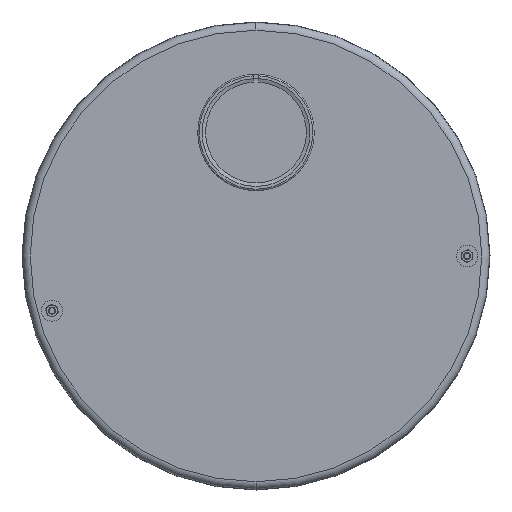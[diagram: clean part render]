
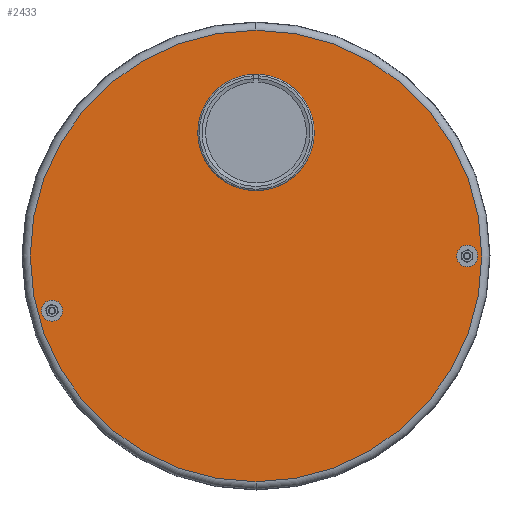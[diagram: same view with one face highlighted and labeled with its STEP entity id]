
A CAD part, left-side view. The second image highlights one B-rep face of the part: STEP entity #2433.
In plain terms, the highlighted planar face has unit normal (-1, 0, 0).
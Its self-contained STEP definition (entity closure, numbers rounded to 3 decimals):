
#633 = CIRCLE ( 'NONE', #2625, 72. ) ;
#649 = CIRCLE ( 'NONE', #2627, 72. ) ;
#2146 = AXIS2_PLACEMENT_3D ( 'NONE', #4097, #3288, #3289 ) ;
#2433 = ADVANCED_FACE ( 'NONE', ( #7744, #7737, #7735, #7733 ), #3307, .T. ) ;
#2463 = AXIS2_PLACEMENT_3D ( 'NONE', #5990, #6001, #6000 ) ;
#2625 = AXIS2_PLACEMENT_3D ( 'NONE', #5888, #5917, #5885 ) ;
#2627 = AXIS2_PLACEMENT_3D ( 'NONE', #5869, #5870, #5872 ) ;
#2636 = AXIS2_PLACEMENT_3D ( 'NONE', #6048, #6047, #6030 ) ;
#2641 = AXIS2_PLACEMENT_3D ( 'NONE', #6014, #6013, #6012 ) ;
#2643 = AXIS2_PLACEMENT_3D ( 'NONE', #6011, #6015, #6019 ) ;
#2773 = CIRCLE ( 'NONE', #2463, 318. ) ;
#2774 = CIRCLE ( 'NONE', #7538, 6.5 ) ;
#2775 = CIRCLE ( 'NONE', #4906, 6.5 ) ;
#2779 = CIRCLE ( 'NONE', #2641, 6.5 ) ;
#2782 = CIRCLE ( 'NONE', #2643, 6.5 ) ;
#2788 = CIRCLE ( 'NONE', #2636, 318. ) ;
#3076 = CARTESIAN_POINT ( 'NONE',  ( -152., 0., 318. ) ) ;
#3077 = CARTESIAN_POINT ( 'NONE',  ( -152., 0., -318. ) ) ;
#3079 = CARTESIAN_POINT ( 'NONE',  ( -152., 287.363, -70.499 ) ) ;
#3082 = CARTESIAN_POINT ( 'NONE',  ( -152., 287.363, -83.499 ) ) ;
#3288 = DIRECTION ( 'NONE',  ( -1., 0., 0. ) ) ;
#3289 = DIRECTION ( 'NONE',  ( 0., 0., 1. ) ) ;
#3307 = PLANE ( 'NONE',  #2146 ) ;
#4097 = CARTESIAN_POINT ( 'NONE',  ( -152., 318., 0. ) ) ;
#4906 = AXIS2_PLACEMENT_3D ( 'NONE', #6004, #5999, #5998 ) ;
#5191 = VERTEX_POINT ( 'NONE', #3082 ) ;
#5194 = VERTEX_POINT ( 'NONE', #3079 ) ;
#5196 = VERTEX_POINT ( 'NONE', #3077 ) ;
#5197 = VERTEX_POINT ( 'NONE', #3076 ) ;
#5321 = VERTEX_POINT ( 'NONE', #5493 ) ;
#5349 = VERTEX_POINT ( 'NONE', #6195 ) ;
#5389 = VERTEX_POINT ( 'NONE', #6189 ) ;
#5401 = VERTEX_POINT ( 'NONE', #6217 ) ;
#5493 = CARTESIAN_POINT ( 'NONE',  ( -152., 0., 246. ) ) ;
#5869 = CARTESIAN_POINT ( 'NONE',  ( -152., 0., 174. ) ) ;
#5870 = DIRECTION ( 'NONE',  ( -1., 0., 0. ) ) ;
#5872 = DIRECTION ( 'NONE',  ( 0., 0., 1. ) ) ;
#5885 = DIRECTION ( 'NONE',  ( 0., 0., 1. ) ) ;
#5888 = CARTESIAN_POINT ( 'NONE',  ( -152., 0., 174. ) ) ;
#5917 = DIRECTION ( 'NONE',  ( -1., 0., 0. ) ) ;
#5975 = DIRECTION ( 'NONE',  ( -1., 0., 0. ) ) ;
#5986 = CARTESIAN_POINT ( 'NONE',  ( -152., -297.5, 0. ) ) ;
#5990 = CARTESIAN_POINT ( 'NONE',  ( -152., 0., 0. ) ) ;
#5991 = DIRECTION ( 'NONE',  ( 0., 0., 1. ) ) ;
#5998 = DIRECTION ( 'NONE',  ( 0., 0., 1. ) ) ;
#5999 = DIRECTION ( 'NONE',  ( -1., 0., 0. ) ) ;
#6000 = DIRECTION ( 'NONE',  ( 0., 0., -1. ) ) ;
#6001 = DIRECTION ( 'NONE',  ( 1., 0., 0. ) ) ;
#6004 = CARTESIAN_POINT ( 'NONE',  ( -152., -297.5, 0. ) ) ;
#6011 = CARTESIAN_POINT ( 'NONE',  ( -152., 287.363, -76.999 ) ) ;
#6012 = DIRECTION ( 'NONE',  ( 0., 0., 1. ) ) ;
#6013 = DIRECTION ( 'NONE',  ( -1., 0., 0. ) ) ;
#6014 = CARTESIAN_POINT ( 'NONE',  ( -152., 287.363, -76.999 ) ) ;
#6015 = DIRECTION ( 'NONE',  ( -1., 0., 0. ) ) ;
#6019 = DIRECTION ( 'NONE',  ( 0., 0., 1. ) ) ;
#6030 = DIRECTION ( 'NONE',  ( 0., 0., -1. ) ) ;
#6047 = DIRECTION ( 'NONE',  ( 1., 0., 0. ) ) ;
#6048 = CARTESIAN_POINT ( 'NONE',  ( -152., 0., 0. ) ) ;
#6189 = CARTESIAN_POINT ( 'NONE',  ( -152., -297.5, 6.5 ) ) ;
#6195 = CARTESIAN_POINT ( 'NONE',  ( -152., -297.5, -6.5 ) ) ;
#6217 = CARTESIAN_POINT ( 'NONE',  ( -152., 0., 102. ) ) ;
#6994 = ORIENTED_EDGE ( 'NONE', *, *, #7804, .F. ) ;
#6995 = ORIENTED_EDGE ( 'NONE', *, *, #7821, .F. ) ;
#7150 = ORIENTED_EDGE ( 'NONE', *, *, #7795, .F. ) ;
#7153 = ORIENTED_EDGE ( 'NONE', *, *, #7796, .F. ) ;
#7158 = ORIENTED_EDGE ( 'NONE', *, *, #7809, .F. ) ;
#7171 = ORIENTED_EDGE ( 'NONE', *, *, #7803, .F. ) ;
#7173 = ORIENTED_EDGE ( 'NONE', *, *, #7797, .F. ) ;
#7238 = ORIENTED_EDGE ( 'NONE', *, *, #7827, .F. ) ;
#7297 = EDGE_LOOP ( 'NONE', ( #7150, #7173 ) ) ;
#7298 = EDGE_LOOP ( 'NONE', ( #6995, #7238 ) ) ;
#7299 = EDGE_LOOP ( 'NONE', ( #7158, #7153 ) ) ;
#7355 = EDGE_LOOP ( 'NONE', ( #7171, #6994 ) ) ;
#7538 = AXIS2_PLACEMENT_3D ( 'NONE', #5986, #5975, #5991 ) ;
#7733 = FACE_OUTER_BOUND ( 'NONE', #7299, .T. ) ;
#7735 = FACE_BOUND ( 'NONE', #7298, .T. ) ;
#7737 = FACE_BOUND ( 'NONE', #7297, .T. ) ;
#7744 = FACE_BOUND ( 'NONE', #7355, .T. ) ;
#7795 = EDGE_CURVE ( 'NONE', #5389, #5349, #2774, .T. ) ;
#7796 = EDGE_CURVE ( 'NONE', #5197, #5196, #2773, .T. ) ;
#7797 = EDGE_CURVE ( 'NONE', #5349, #5389, #2775, .T. ) ;
#7803 = EDGE_CURVE ( 'NONE', #5194, #5191, #2779, .T. ) ;
#7804 = EDGE_CURVE ( 'NONE', #5191, #5194, #2782, .T. ) ;
#7809 = EDGE_CURVE ( 'NONE', #5196, #5197, #2788, .T. ) ;
#7821 = EDGE_CURVE ( 'NONE', #5321, #5401, #649, .T. ) ;
#7827 = EDGE_CURVE ( 'NONE', #5401, #5321, #633, .T. ) ;
